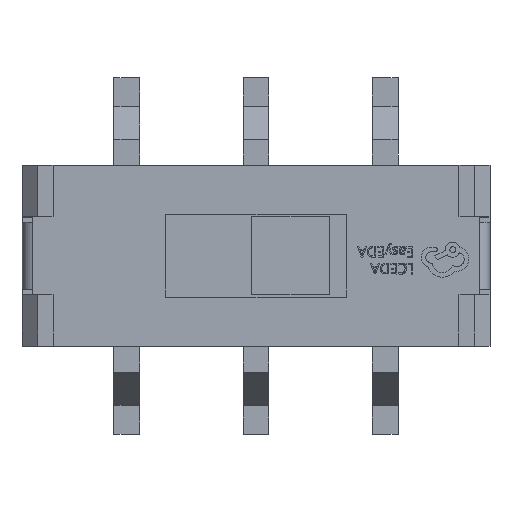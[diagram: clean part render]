
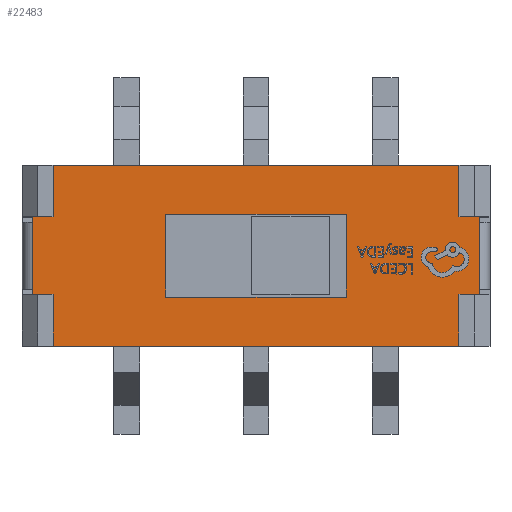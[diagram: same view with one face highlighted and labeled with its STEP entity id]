
A CAD part, top view. The second image highlights one B-rep face of the part: STEP entity #22483.
In plain terms, the highlighted planar face has unit normal (0, 0, 1).
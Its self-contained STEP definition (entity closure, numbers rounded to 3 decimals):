
#22 = LINE ( 'NONE', #13145, #5281 ) ;
#226 = VERTEX_POINT ( 'NONE', #21743 ) ;
#318 = EDGE_CURVE ( 'NONE', #23994, #15527, #22, .T. ) ;
#359 = CARTESIAN_POINT ( 'NONE',  ( -4.325, -0.75, 0. ) ) ;
#573 = CARTESIAN_POINT ( 'NONE',  ( -1.75, -0.8, 0. ) ) ;
#689 = EDGE_LOOP ( 'NONE', ( #9764, #12692, #18786, #16551, #10838, #1514, #6551, #20709, #21295, #18913, #20574, #6644 ) ) ;
#835 = ORIENTED_EDGE ( 'NONE', *, *, #12844, .F. ) ;
#1172 = CARTESIAN_POINT ( 'NONE',  ( 4.325, -0.75, 0. ) ) ;
#1514 = ORIENTED_EDGE ( 'NONE', *, *, #7105, .T. ) ;
#1533 = EDGE_CURVE ( 'NONE', #22830, #13141, #19143, .T. ) ;
#1631 = LINE ( 'NONE', #7304, #20595 ) ;
#2108 = DIRECTION ( 'NONE',  ( 1., 0., 0. ) ) ;
#2336 = LINE ( 'NONE', #5675, #2905 ) ;
#2407 = CARTESIAN_POINT ( 'NONE',  ( -4.325, 0.75, 0. ) ) ;
#2418 = VERTEX_POINT ( 'NONE', #23777 ) ;
#2432 = LINE ( 'NONE', #573, #2544 ) ;
#2511 = VECTOR ( 'NONE', #18993, 1000. ) ;
#2544 = VECTOR ( 'NONE', #8124, 1000. ) ;
#2905 = VECTOR ( 'NONE', #15217, 1000. ) ;
#3214 = VERTEX_POINT ( 'NONE', #6817 ) ;
#3223 = LINE ( 'NONE', #5341, #10639 ) ;
#4216 = EDGE_CURVE ( 'NONE', #2418, #4971, #5382, .T. ) ;
#4439 = DIRECTION ( 'NONE',  ( 1., 0., 0. ) ) ;
#4971 = VERTEX_POINT ( 'NONE', #1172 ) ;
#5223 = DIRECTION ( 'NONE',  ( -1., 0., 0. ) ) ;
#5281 = VECTOR ( 'NONE', #5223, 1000. ) ;
#5341 = CARTESIAN_POINT ( 'NONE',  ( 3.925, 0.75, 0. ) ) ;
#5372 = VECTOR ( 'NONE', #5844, 1000. ) ;
#5382 = LINE ( 'NONE', #12936, #14738 ) ;
#5472 = DIRECTION ( 'NONE',  ( -1., 0., 0. ) ) ;
#5577 = CARTESIAN_POINT ( 'NONE',  ( -3.925, 1.75, 0. ) ) ;
#5675 = CARTESIAN_POINT ( 'NONE',  ( 3.925, 1.75, 0. ) ) ;
#5844 = DIRECTION ( 'NONE',  ( 0., 1., 0. ) ) ;
#5847 = EDGE_CURVE ( 'NONE', #12282, #23881, #2336, .T. ) ;
#5964 = CARTESIAN_POINT ( 'NONE',  ( 3.925, -1.75, 0. ) ) ;
#6034 = EDGE_CURVE ( 'NONE', #23881, #23994, #19436, .T. ) ;
#6039 = LINE ( 'NONE', #359, #2511 ) ;
#6153 = ORIENTED_EDGE ( 'NONE', *, *, #14773, .F. ) ;
#6284 = PLANE ( 'NONE',  #15659 ) ;
#6551 = ORIENTED_EDGE ( 'NONE', *, *, #1533, .T. ) ;
#6644 = ORIENTED_EDGE ( 'NONE', *, *, #16365, .T. ) ;
#6817 = CARTESIAN_POINT ( 'NONE',  ( 4.325, 0.75, 0. ) ) ;
#6953 = VECTOR ( 'NONE', #16390, 1000. ) ;
#7105 = EDGE_CURVE ( 'NONE', #24260, #22830, #11630, .T. ) ;
#7304 = CARTESIAN_POINT ( 'NONE',  ( -1.75, 0.8, 0. ) ) ;
#7700 = VERTEX_POINT ( 'NONE', #21391 ) ;
#7872 = CARTESIAN_POINT ( 'NONE',  ( 1.75, 0.8, 0. ) ) ;
#7965 = DIRECTION ( 'NONE',  ( 0., -1., 0. ) ) ;
#8124 = DIRECTION ( 'NONE',  ( 0., -1., 0. ) ) ;
#8876 = VECTOR ( 'NONE', #22062, 1000. ) ;
#8886 = VERTEX_POINT ( 'NONE', #11741 ) ;
#8964 = VERTEX_POINT ( 'NONE', #23893 ) ;
#9389 = EDGE_CURVE ( 'NONE', #13141, #2418, #22861, .T. ) ;
#9762 = EDGE_CURVE ( 'NONE', #4971, #3214, #10271, .T. ) ;
#9764 = ORIENTED_EDGE ( 'NONE', *, *, #5847, .T. ) ;
#9788 = CARTESIAN_POINT ( 'NONE',  ( -3.925, 0.75, 0. ) ) ;
#9970 = CARTESIAN_POINT ( 'NONE',  ( 3.925, 0.75, 0. ) ) ;
#10271 = LINE ( 'NONE', #21943, #12904 ) ;
#10639 = VECTOR ( 'NONE', #18390, 1000. ) ;
#10665 = CARTESIAN_POINT ( 'NONE',  ( 1.75, -0.8, 0. ) ) ;
#10838 = ORIENTED_EDGE ( 'NONE', *, *, #18053, .T. ) ;
#10861 = VERTEX_POINT ( 'NONE', #7872 ) ;
#11630 = LINE ( 'NONE', #21338, #15338 ) ;
#11741 = CARTESIAN_POINT ( 'NONE',  ( -1.75, -0.8, 0. ) ) ;
#12190 = CARTESIAN_POINT ( 'NONE',  ( 4.325, 0.75, 0. ) ) ;
#12282 = VERTEX_POINT ( 'NONE', #14353 ) ;
#12692 = ORIENTED_EDGE ( 'NONE', *, *, #6034, .T. ) ;
#12844 = EDGE_CURVE ( 'NONE', #8964, #10861, #21978, .T. ) ;
#12904 = VECTOR ( 'NONE', #17990, 1000. ) ;
#12936 = CARTESIAN_POINT ( 'NONE',  ( 3.925, -0.75, 0. ) ) ;
#12983 = EDGE_LOOP ( 'NONE', ( #835, #14228, #6153, #12986 ) ) ;
#12986 = ORIENTED_EDGE ( 'NONE', *, *, #16308, .F. ) ;
#13141 = VERTEX_POINT ( 'NONE', #23297 ) ;
#13145 = CARTESIAN_POINT ( 'NONE',  ( -3.925, 0.75, 0. ) ) ;
#13790 = VECTOR ( 'NONE', #2108, 1000. ) ;
#13854 = CARTESIAN_POINT ( 'NONE',  ( 0., 0., 0. ) ) ;
#14096 = FACE_OUTER_BOUND ( 'NONE', #689, .T. ) ;
#14191 = VECTOR ( 'NONE', #20927, 1000. ) ;
#14228 = ORIENTED_EDGE ( 'NONE', *, *, #18203, .F. ) ;
#14353 = CARTESIAN_POINT ( 'NONE',  ( 3.925, 1.75, 0. ) ) ;
#14738 = VECTOR ( 'NONE', #20548, 1000. ) ;
#14773 = EDGE_CURVE ( 'NONE', #226, #8886, #2432, .T. ) ;
#15043 = LINE ( 'NONE', #22181, #8876 ) ;
#15217 = DIRECTION ( 'NONE',  ( -1., 0., 0. ) ) ;
#15338 = VECTOR ( 'NONE', #20986, 1000. ) ;
#15527 = VERTEX_POINT ( 'NONE', #21426 ) ;
#15659 = AXIS2_PLACEMENT_3D ( 'NONE', #13854, #15846, #4439 ) ;
#15835 = EDGE_CURVE ( 'NONE', #15527, #7700, #17315, .T. ) ;
#15839 = VERTEX_POINT ( 'NONE', #9970 ) ;
#15846 = DIRECTION ( 'NONE',  ( 0., 0., 1. ) ) ;
#15906 = CARTESIAN_POINT ( 'NONE',  ( -3.925, 1.75, 0. ) ) ;
#16308 = EDGE_CURVE ( 'NONE', #10861, #226, #1631, .T. ) ;
#16365 = EDGE_CURVE ( 'NONE', #15839, #12282, #3223, .T. ) ;
#16390 = DIRECTION ( 'NONE',  ( 0., 1., 0. ) ) ;
#16551 = ORIENTED_EDGE ( 'NONE', *, *, #15835, .T. ) ;
#16782 = CARTESIAN_POINT ( 'NONE',  ( -3.925, -1.75, 0. ) ) ;
#17315 = LINE ( 'NONE', #2407, #14191 ) ;
#17507 = CARTESIAN_POINT ( 'NONE',  ( -3.925, -1.75, 0. ) ) ;
#17681 = DIRECTION ( 'NONE',  ( -1., 0., 0. ) ) ;
#17990 = DIRECTION ( 'NONE',  ( 0., 1., 0. ) ) ;
#18053 = EDGE_CURVE ( 'NONE', #7700, #24260, #6039, .T. ) ;
#18203 = EDGE_CURVE ( 'NONE', #8886, #8964, #15043, .T. ) ;
#18390 = DIRECTION ( 'NONE',  ( 0., 1., 0. ) ) ;
#18786 = ORIENTED_EDGE ( 'NONE', *, *, #318, .T. ) ;
#18913 = ORIENTED_EDGE ( 'NONE', *, *, #9762, .T. ) ;
#18993 = DIRECTION ( 'NONE',  ( 1., 0., 0. ) ) ;
#19143 = LINE ( 'NONE', #17507, #13790 ) ;
#19436 = LINE ( 'NONE', #15906, #19605 ) ;
#19605 = VECTOR ( 'NONE', #7965, 1000. ) ;
#20482 = VECTOR ( 'NONE', #17681, 1000. ) ;
#20548 = DIRECTION ( 'NONE',  ( 1., 0., 0. ) ) ;
#20574 = ORIENTED_EDGE ( 'NONE', *, *, #22760, .T. ) ;
#20595 = VECTOR ( 'NONE', #5472, 1000. ) ;
#20709 = ORIENTED_EDGE ( 'NONE', *, *, #9389, .T. ) ;
#20927 = DIRECTION ( 'NONE',  ( 0., -1., 0. ) ) ;
#20986 = DIRECTION ( 'NONE',  ( 0., -1., 0. ) ) ;
#21224 = FACE_BOUND ( 'NONE', #12983, .T. ) ;
#21295 = ORIENTED_EDGE ( 'NONE', *, *, #4216, .T. ) ;
#21338 = CARTESIAN_POINT ( 'NONE',  ( -3.925, -0.75, 0. ) ) ;
#21391 = CARTESIAN_POINT ( 'NONE',  ( -4.325, -0.75, 0. ) ) ;
#21426 = CARTESIAN_POINT ( 'NONE',  ( -4.325, 0.75, 0. ) ) ;
#21622 = LINE ( 'NONE', #12190, #20482 ) ;
#21743 = CARTESIAN_POINT ( 'NONE',  ( -1.75, 0.8, 0. ) ) ;
#21943 = CARTESIAN_POINT ( 'NONE',  ( 4.325, -0.75, 0. ) ) ;
#21978 = LINE ( 'NONE', #10665, #6953 ) ;
#22062 = DIRECTION ( 'NONE',  ( 1., 0., 0. ) ) ;
#22181 = CARTESIAN_POINT ( 'NONE',  ( -1.75, -0.8, 0. ) ) ;
#22483 = ADVANCED_FACE ( 'NONE', ( #21224, #14096 ), #6284, .T. ) ;
#22760 = EDGE_CURVE ( 'NONE', #3214, #15839, #21622, .T. ) ;
#22830 = VERTEX_POINT ( 'NONE', #16782 ) ;
#22861 = LINE ( 'NONE', #5964, #5372 ) ;
#23297 = CARTESIAN_POINT ( 'NONE',  ( 3.925, -1.75, 0. ) ) ;
#23665 = CARTESIAN_POINT ( 'NONE',  ( -3.925, -0.75, 0. ) ) ;
#23777 = CARTESIAN_POINT ( 'NONE',  ( 3.925, -0.75, 0. ) ) ;
#23881 = VERTEX_POINT ( 'NONE', #5577 ) ;
#23893 = CARTESIAN_POINT ( 'NONE',  ( 1.75, -0.8, 0. ) ) ;
#23994 = VERTEX_POINT ( 'NONE', #9788 ) ;
#24260 = VERTEX_POINT ( 'NONE', #23665 ) ;
